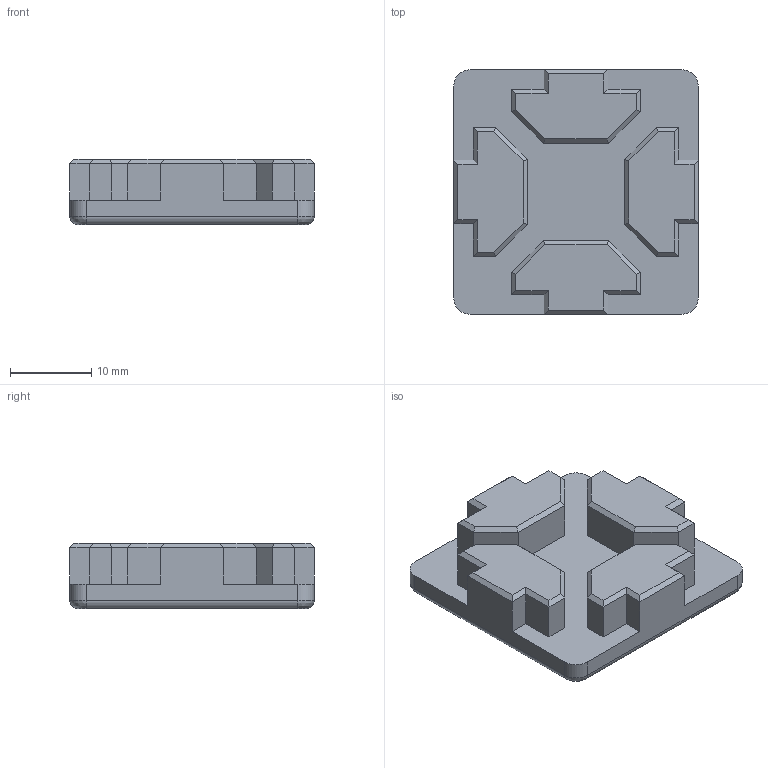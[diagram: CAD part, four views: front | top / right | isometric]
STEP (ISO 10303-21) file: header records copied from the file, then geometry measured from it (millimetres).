
FILE_DESCRIPTION(/* description */ (''),/* implementation_level */ '2;1');
FILE_NAME(/* name */ '3030_end_cap.step',/* time_stamp */ '2022-06-24T11:46:37+01:00',/* author */ (''),/* organization */ (''),/* preprocessor_version */ 'ST-DEVELOPER v19',/* originating_system */ 'Autodesk Translation Framework v11.7.0.108',/* authorisation */ '');
FILE_SCHEMA (('AUTOMOTIVE_DESIGN { 1 0 10303 214 3 1 1 }'));
Length unit declared in the file: millimetre
Products named in the file (1): 3030_end_cap
Bounding box: 30 x 30 x 8 mm (x, y, z)
Volume: 4802 mm3; surface area: 2939.1 mm2
Topology: 1 solids, 1 shells, 98 faces, 240 edges, 144 vertices
Faces by surface type: plane 86, cylinder 8, bspline 4
Entity records: 2829 total; most frequent: CARTESIAN_POINT 515, ORIENTED_EDGE 480, DIRECTION 450, EDGE_CURVE 240, LINE 220, VECTOR 220, VERTEX_POINT 144, AXIS2_PLACEMENT_3D 115
